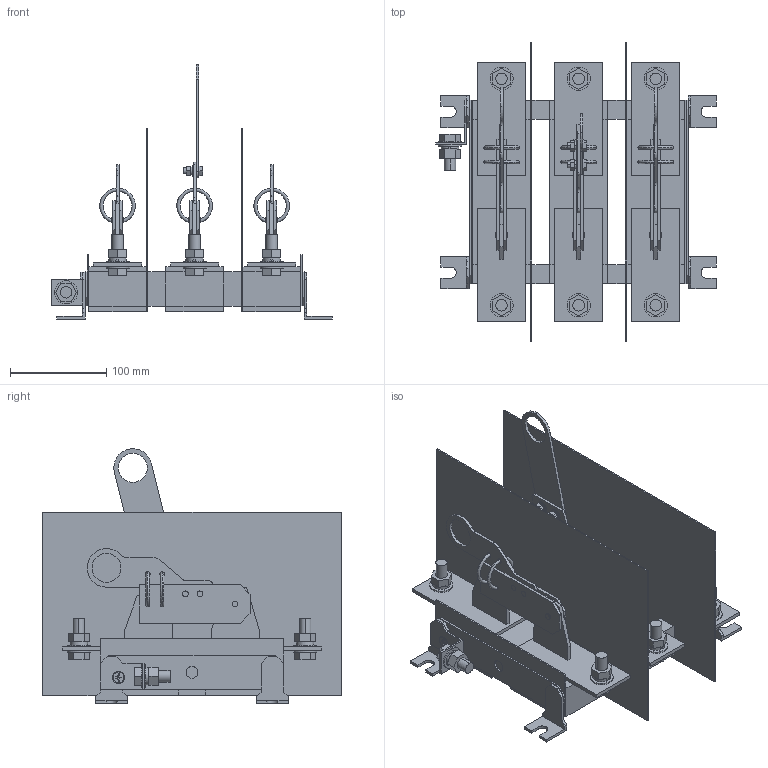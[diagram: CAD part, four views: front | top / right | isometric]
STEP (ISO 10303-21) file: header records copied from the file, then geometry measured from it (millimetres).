
FILE_DESCRIPTION (( 'STEP AP214' ), '1' );
FILE_NAME ('PE-31160-0630 Ðàçúåäèíèòåëü ÐÅ19-39-31160 630À IEK.STEP', '2018-05-24T11:58:33', ( '' ), ( '' ), 'SwSTEP 2.0', 'SolidWorks 2014', '' );
FILE_SCHEMA (( 'AUTOMOTIVE_DESIGN' ));
Length unit declared in the file: millimetre
Products named in the file (1): PE-31160-0630 Ðàçúåäèíèòåëü ÐÅ19-39-31160  630À IEK
Bounding box: 291.5 x 310 x 264.06 mm (x, y, z)
Volume: 2045671.5 mm3; surface area: 595210.8 mm2
Topology: 23 solids, 23 shells, 926 faces, 2323 edges, 1524 vertices
Faces by surface type: plane 619, cylinder 295, torus 12
Entity records: 28651 total; most frequent: CARTESIAN_POINT 5518, DIRECTION 4737, ORIENTED_EDGE 4646, EDGE_CURVE 2323, VECTOR 1643, LINE 1643, AXIS2_PLACEMENT_3D 1547, VERTEX_POINT 1524
